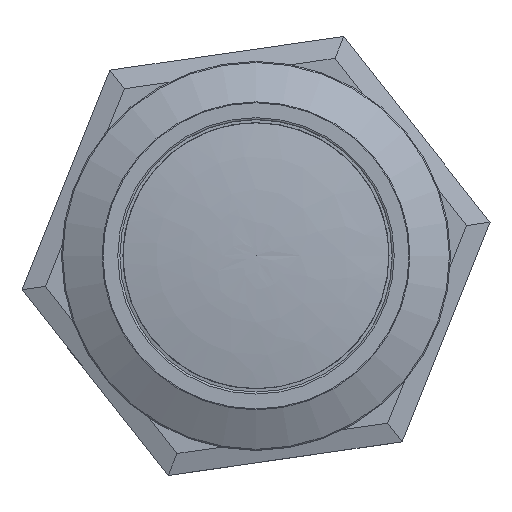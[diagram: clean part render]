
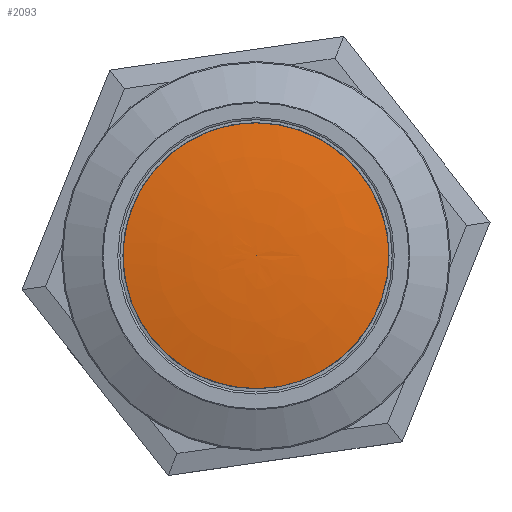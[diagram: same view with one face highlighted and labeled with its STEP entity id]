
A CAD part, top view. The second image highlights one B-rep face of the part: STEP entity #2093.
In plain terms, the highlighted free-form (B-spline) face has degree [2, 2] with [3, 9] control points.
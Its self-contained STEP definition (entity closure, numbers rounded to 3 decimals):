
#85=(
BOUNDED_SURFACE()
B_SPLINE_SURFACE(2,2,((#3300,#3301,#3302,#3303,#3304,#3305,#3306,#3307,
#3308),(#3309,#3310,#3311,#3312,#3313,#3314,#3315,#3316,#3317),(#3318,#3319,
#3320,#3321,#3322,#3323,#3324,#3325,#3326)),.UNSPECIFIED.,.F.,.T.,.F.)
B_SPLINE_SURFACE_WITH_KNOTS((3,3),(3,2,2,2,3),(-1.585,-1.404),
(-3.142,-1.571,0.,1.571,3.142),
 .UNSPECIFIED.)
GEOMETRIC_REPRESENTATION_ITEM()
RATIONAL_B_SPLINE_SURFACE(((1.,0.707,1.,0.707,1.,
0.707,1.,0.707,1.),(0.996,0.704,
0.996,0.704,0.996,0.704,
0.996,0.704,0.996),(1.,0.707,
1.,0.707,1.,0.707,1.,0.707,1.)))
REPRESENTATION_ITEM('')
SURFACE()
);
#492=FACE_OUTER_BOUND('',#635,.T.);
#635=EDGE_LOOP('',(#1471,#1472,#1473,#1474,#1475));
#787=CIRCLE('',#2281,36.059);
#889=B_SPLINE_CURVE_WITH_KNOTS('',3,(#3224,#3225,#3226,#3227,#3228,#3229),
 .UNSPECIFIED.,.F.,.F.,(4,1,1,4),(-4.042,-3.753,-3.464,
-3.031),.UNSPECIFIED.);
#890=B_SPLINE_CURVE_WITH_KNOTS('',3,(#3286,#3287,#3288,#3289),
 .UNSPECIFIED.,.F.,.F.,(4,4),(-3.031,-3.03),
 .UNSPECIFIED.);
#891=B_SPLINE_CURVE_WITH_KNOTS('',3,(#3290,#3291,#3292,#3293,#3294,#3295,
#3296,#3297,#3298,#3299),.UNSPECIFIED.,.F.,.F.,(4,1,1,1,1,1,1,4),(-3.03,
-2.598,-2.165,-1.732,-1.299,-0.866,
-0.433,0.),.UNSPECIFIED.);
#950=VERTEX_POINT('',#3217);
#952=VERTEX_POINT('',#3223);
#957=VERTEX_POINT('',#3285);
#958=VERTEX_POINT('',#3327);
#1135=EDGE_CURVE('',#950,#952,#889,.T.);
#1144=EDGE_CURVE('',#952,#957,#890,.T.);
#1145=EDGE_CURVE('',#957,#950,#891,.T.);
#1146=EDGE_CURVE('',#957,#958,#787,.T.);
#1471=ORIENTED_EDGE('',*,*,#1144,.F.);
#1472=ORIENTED_EDGE('',*,*,#1135,.F.);
#1473=ORIENTED_EDGE('',*,*,#1145,.F.);
#1474=ORIENTED_EDGE('',*,*,#1146,.T.);
#1475=ORIENTED_EDGE('',*,*,#1146,.F.);
#2093=ADVANCED_FACE('',(#492),#85,.F.);
#2281=AXIS2_PLACEMENT_3D('',#3328,#2554,#2555);
#2554=DIRECTION('center_axis',(0.,-1.,0.));
#2555=DIRECTION('ref_axis',(1.,0.,0.));
#3217=CARTESIAN_POINT('',(0.,6.488,9.003));
#3223=CARTESIAN_POINT('',(6.488,0.005,9.003));
#3224=CARTESIAN_POINT('Ctrl Pts',(0.,6.488,
9.003));
#3225=CARTESIAN_POINT('Ctrl Pts',(0.965,6.488,9.003));
#3226=CARTESIAN_POINT('Ctrl Pts',(2.894,6.049,9.003));
#3227=CARTESIAN_POINT('Ctrl Pts',(5.633,3.885,9.003));
#3228=CARTESIAN_POINT('Ctrl Pts',(6.487,1.458,9.003));
#3229=CARTESIAN_POINT('Ctrl Pts',(6.488,0.005,
9.003));
#3285=CARTESIAN_POINT('',(6.488,0.,9.003));
#3286=CARTESIAN_POINT('Ctrl Pts',(6.488,0.005,
9.003));
#3287=CARTESIAN_POINT('Ctrl Pts',(6.488,0.004,
9.003));
#3288=CARTESIAN_POINT('Ctrl Pts',(6.488,0.002,
9.003));
#3289=CARTESIAN_POINT('Ctrl Pts',(6.488,0.,
9.003));
#3290=CARTESIAN_POINT('Ctrl Pts',(6.488,0.,
9.003));
#3291=CARTESIAN_POINT('Ctrl Pts',(6.488,-1.45,9.003));
#3292=CARTESIAN_POINT('Ctrl Pts',(5.475,-4.36,9.003));
#3293=CARTESIAN_POINT('Ctrl Pts',(1.564,-6.824,9.003));
#3294=CARTESIAN_POINT('Ctrl Pts',(-3.032,-6.308,9.003));
#3295=CARTESIAN_POINT('Ctrl Pts',(-6.307,-3.039,9.003));
#3296=CARTESIAN_POINT('Ctrl Pts',(-6.824,1.553,9.003));
#3297=CARTESIAN_POINT('Ctrl Pts',(-4.363,5.474,9.003));
#3298=CARTESIAN_POINT('Ctrl Pts',(-1.447,6.488,9.003));
#3299=CARTESIAN_POINT('Ctrl Pts',(0.,6.488,
9.003));
#3300=CARTESIAN_POINT('Ctrl Pts',(0.,0.,9.5));
#3301=CARTESIAN_POINT('Ctrl Pts',(0.,0.,
9.5));
#3302=CARTESIAN_POINT('Ctrl Pts',(0.,0.,9.5));
#3303=CARTESIAN_POINT('Ctrl Pts',(0.,0.,
9.5));
#3304=CARTESIAN_POINT('Ctrl Pts',(0.,0.,9.5));
#3305=CARTESIAN_POINT('Ctrl Pts',(0.,0.,
9.5));
#3306=CARTESIAN_POINT('Ctrl Pts',(0.,0.,9.5));
#3307=CARTESIAN_POINT('Ctrl Pts',(0.,0.,
9.5));
#3308=CARTESIAN_POINT('Ctrl Pts',(0.,0.,9.5));
#3309=CARTESIAN_POINT('Ctrl Pts',(3.266,0.,9.545));
#3310=CARTESIAN_POINT('Ctrl Pts',(3.266,-3.266,9.545));
#3311=CARTESIAN_POINT('Ctrl Pts',(0.,-3.266,9.545));
#3312=CARTESIAN_POINT('Ctrl Pts',(-3.266,-3.266,9.545));
#3313=CARTESIAN_POINT('Ctrl Pts',(-3.266,0.,9.545));
#3314=CARTESIAN_POINT('Ctrl Pts',(-3.266,3.266,9.545));
#3315=CARTESIAN_POINT('Ctrl Pts',(0.,3.266,9.545));
#3316=CARTESIAN_POINT('Ctrl Pts',(3.266,3.266,9.545));
#3317=CARTESIAN_POINT('Ctrl Pts',(3.266,0.,9.545));
#3318=CARTESIAN_POINT('Ctrl Pts',(6.488,0.,9.003));
#3319=CARTESIAN_POINT('Ctrl Pts',(6.488,-6.488,9.003));
#3320=CARTESIAN_POINT('Ctrl Pts',(0.,-6.488,9.003));
#3321=CARTESIAN_POINT('Ctrl Pts',(-6.488,-6.488,9.003));
#3322=CARTESIAN_POINT('Ctrl Pts',(-6.488,0.,9.003));
#3323=CARTESIAN_POINT('Ctrl Pts',(-6.488,6.488,9.003));
#3324=CARTESIAN_POINT('Ctrl Pts',(0.,6.488,9.003));
#3325=CARTESIAN_POINT('Ctrl Pts',(6.488,6.488,9.003));
#3326=CARTESIAN_POINT('Ctrl Pts',(6.488,0.,9.003));
#3327=CARTESIAN_POINT('',(0.,0.,9.5));
#3328=CARTESIAN_POINT('Origin',(0.5,0.,
-26.556));
